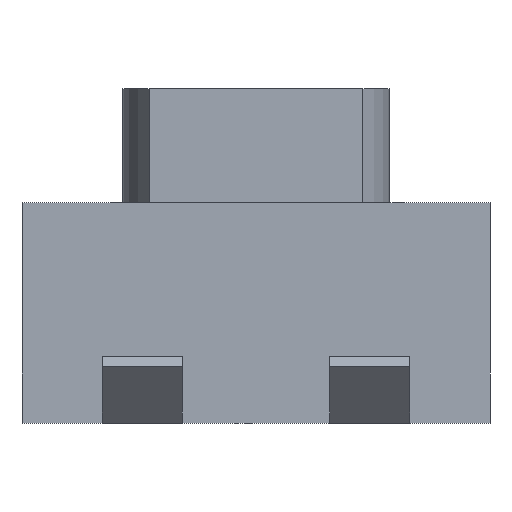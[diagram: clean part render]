
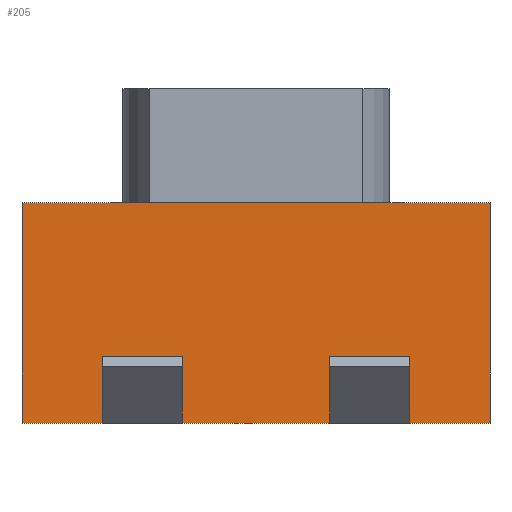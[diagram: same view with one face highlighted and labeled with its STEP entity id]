
A CAD part, left-side view. The second image highlights one B-rep face of the part: STEP entity #205.
In plain terms, the highlighted planar face has unit normal (-1, 0, 0).
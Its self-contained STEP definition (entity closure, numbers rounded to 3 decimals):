
#34=CARTESIAN_POINT('',(-2.35,1.75,1.65));
#35=VERTEX_POINT('',#34);
#42=CARTESIAN_POINT('',(-2.35,-1.75,1.65));
#43=VERTEX_POINT('',#42);
#44=CARTESIAN_POINT('',(-2.35,1.75,1.65));
#45=DIRECTION('',(0.,-1.,0.));
#46=VECTOR('',#45,3.5);
#47=LINE('',#44,#46);
#48=EDGE_CURVE('',#35,#43,#47,.T.);
#150=CARTESIAN_POINT('',(-2.35,1.75,0.));
#151=VERTEX_POINT('',#150);
#158=CARTESIAN_POINT('',(-2.35,1.75,1.65));
#159=DIRECTION('',(0.,0.,-1.));
#160=VECTOR('',#159,1.65);
#161=LINE('',#158,#160);
#162=EDGE_CURVE('',#35,#151,#161,.T.);
#182=CARTESIAN_POINT('',(-2.35,0.,1.65));
#183=DIRECTION('',(1.,0.,0.));
#184=DIRECTION('',(0.,0.,-1.));
#185=AXIS2_PLACEMENT_3D('',#182,#183,#184);
#186=PLANE('',#185);
#187=CARTESIAN_POINT('',(-2.35,-1.75,0.));
#188=VERTEX_POINT('',#187);
#189=CARTESIAN_POINT('',(-2.35,1.75,0.));
#190=DIRECTION('',(0.,-1.,0.));
#191=VECTOR('',#190,3.5);
#192=LINE('',#189,#191);
#193=EDGE_CURVE('',#151,#188,#192,.T.);
#194=ORIENTED_EDGE('',*,*,#193,.T.);
#195=CARTESIAN_POINT('',(-2.35,-1.75,1.65));
#196=DIRECTION('',(0.,0.,-1.));
#197=VECTOR('',#196,1.65);
#198=LINE('',#195,#197);
#199=EDGE_CURVE('',#43,#188,#198,.T.);
#200=ORIENTED_EDGE('',*,*,#199,.F.);
#201=ORIENTED_EDGE('',*,*,#48,.F.);
#202=ORIENTED_EDGE('',*,*,#162,.T.);
#203=EDGE_LOOP('',(#194,#200,#201,#202));
#204=FACE_BOUND('',#203,.T.);
#205=ADVANCED_FACE('',(#204),#186,.F.);
